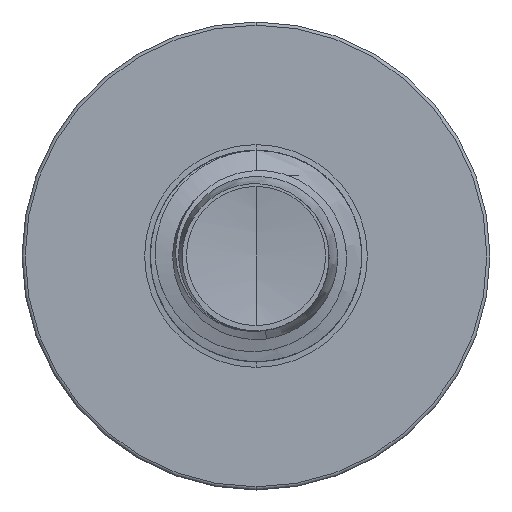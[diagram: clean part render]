
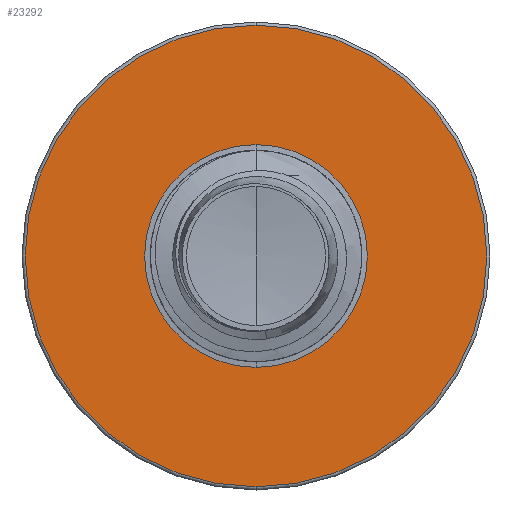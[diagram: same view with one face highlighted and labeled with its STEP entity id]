
A CAD part, front view. The second image highlights one B-rep face of the part: STEP entity #23292.
In plain terms, the highlighted planar face has unit normal (0, -1, 0).
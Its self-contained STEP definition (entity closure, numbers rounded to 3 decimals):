
#663 = DIRECTION ( 'NONE',  ( 0., 1., 0. ) ) ;
#1838 = CIRCLE ( 'NONE', #10615, 7.645 ) ;
#3440 = FACE_OUTER_BOUND ( 'NONE', #9944, .T. ) ;
#3489 = FACE_BOUND ( 'NONE', #30744, .T. ) ;
#6703 = VERTEX_POINT ( 'NONE', #33397 ) ;
#7016 = EDGE_CURVE ( 'NONE', #31372, #22939, #29700, .T. ) ;
#7362 = CARTESIAN_POINT ( 'NONE',  ( 0., 22.5, 0. ) ) ;
#8995 = CARTESIAN_POINT ( 'NONE',  ( 0., 22.5, -3.689 ) ) ;
#9944 = EDGE_LOOP ( 'NONE', ( #11199, #14596 ) ) ;
#10491 = DIRECTION ( 'NONE',  ( 0., 0., 1. ) ) ;
#10615 = AXIS2_PLACEMENT_3D ( 'NONE', #7362, #25622, #10491 ) ;
#11170 = CIRCLE ( 'NONE', #34167, 3.689 ) ;
#11199 = ORIENTED_EDGE ( 'NONE', *, *, #24291, .F. ) ;
#13622 = CARTESIAN_POINT ( 'NONE',  ( 0., 22.5, 0. ) ) ;
#14596 = ORIENTED_EDGE ( 'NONE', *, *, #18595, .F. ) ;
#14661 = DIRECTION ( 'NONE',  ( 0., 0., 1. ) ) ;
#15305 = DIRECTION ( 'NONE',  ( 0., 0., 1. ) ) ;
#15383 = DIRECTION ( 'NONE',  ( 0., 1., 0. ) ) ;
#15431 = CARTESIAN_POINT ( 'NONE',  ( 0., 22.5, 0. ) ) ;
#15632 = CARTESIAN_POINT ( 'NONE',  ( 0., 22.5, 7.645 ) ) ;
#16335 = DIRECTION ( 'NONE',  ( 0., 0., 1. ) ) ;
#17764 = AXIS2_PLACEMENT_3D ( 'NONE', #15431, #15383, #15305 ) ;
#18212 = CARTESIAN_POINT ( 'NONE',  ( 0., 22.5, -3.689 ) ) ;
#18595 = EDGE_CURVE ( 'NONE', #6703, #31556, #24228, .T. ) ;
#18633 = CARTESIAN_POINT ( 'NONE',  ( 0., 22.5, 0. ) ) ;
#19511 = PLANE ( 'NONE',  #29629 ) ;
#19648 = AXIS2_PLACEMENT_3D ( 'NONE', #18633, #663, #21088 ) ;
#21088 = DIRECTION ( 'NONE',  ( 0., 0., 1. ) ) ;
#22939 = VERTEX_POINT ( 'NONE', #23816 ) ;
#23292 = ADVANCED_FACE ( 'NONE', ( #3440, #3489 ), #19511, .F. ) ;
#23571 = ORIENTED_EDGE ( 'NONE', *, *, #7016, .T. ) ;
#23816 = CARTESIAN_POINT ( 'NONE',  ( 0., 22.5, 3.689 ) ) ;
#24228 = CIRCLE ( 'NONE', #19648, 7.645 ) ;
#24291 = EDGE_CURVE ( 'NONE', #31556, #6703, #1838, .T. ) ;
#25622 = DIRECTION ( 'NONE',  ( 0., 1., 0. ) ) ;
#29270 = DIRECTION ( 'NONE',  ( 0., 1., 0. ) ) ;
#29629 = AXIS2_PLACEMENT_3D ( 'NONE', #8995, #29270, #14661 ) ;
#29700 = CIRCLE ( 'NONE', #17764, 3.689 ) ;
#30744 = EDGE_LOOP ( 'NONE', ( #35431, #23571 ) ) ;
#30827 = DIRECTION ( 'NONE',  ( 0., 1., 0. ) ) ;
#31372 = VERTEX_POINT ( 'NONE', #18212 ) ;
#31556 = VERTEX_POINT ( 'NONE', #15632 ) ;
#32184 = EDGE_CURVE ( 'NONE', #22939, #31372, #11170, .T. ) ;
#33397 = CARTESIAN_POINT ( 'NONE',  ( 0., 22.5, -7.645 ) ) ;
#34167 = AXIS2_PLACEMENT_3D ( 'NONE', #13622, #30827, #16335 ) ;
#35431 = ORIENTED_EDGE ( 'NONE', *, *, #32184, .T. ) ;
